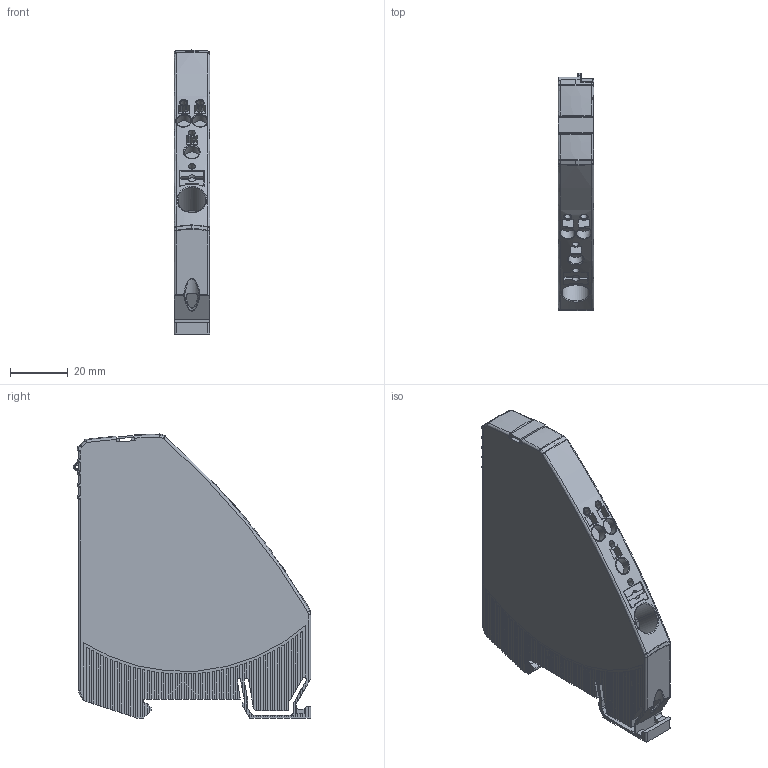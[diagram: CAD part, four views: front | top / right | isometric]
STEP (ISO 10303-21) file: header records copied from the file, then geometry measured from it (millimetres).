
FILE_DESCRIPTION (( 'STEP AP214' ), '1' );
FILE_NAME ('t-em12-t00-000-gnd_ik00_REV2.STEP', '2023-04-20T09:44:29', ( '' ), ( '' ), 'SwSTEP 2.0', 'SolidWorks 2021', '' );
FILE_SCHEMA (( 'AUTOMOTIVE_DESIGN' ));
Length unit declared in the file: inch
Products named in the file (1): t-em12-t00-000-gnd_ik00_REV2
Bounding box: 12.4 x 81.9 x 97.95 mm (x, y, z)
Volume: 71100.8 mm3; surface area: 19661.5 mm2
Topology: 1 solids, 1 shells, 907 faces, 2582 edges, 1684 vertices
Faces by surface type: plane 618, cylinder 187, bspline 94, torus 6, cone 2
Full cylindrical faces by diameter (mm): 1 x1, 2.3 x4
Entity records: 36300 total; most frequent: CARTESIAN_POINT 13422, ORIENTED_EDGE 5134, DIRECTION 4262, EDGE_CURVE 2567, VECTOR 1930, LINE 1930, VERTEX_POINT 1679, AXIS2_PLACEMENT_3D 1166
